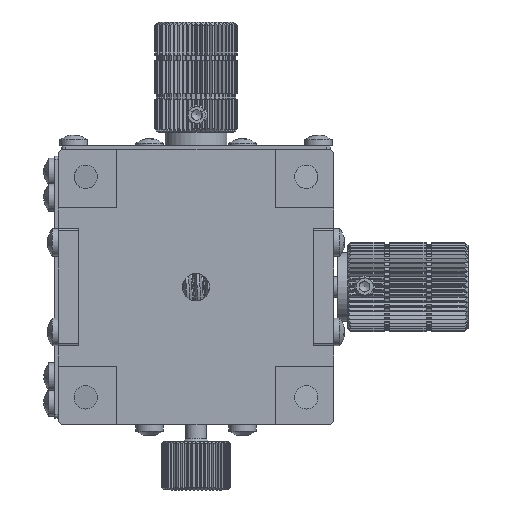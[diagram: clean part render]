
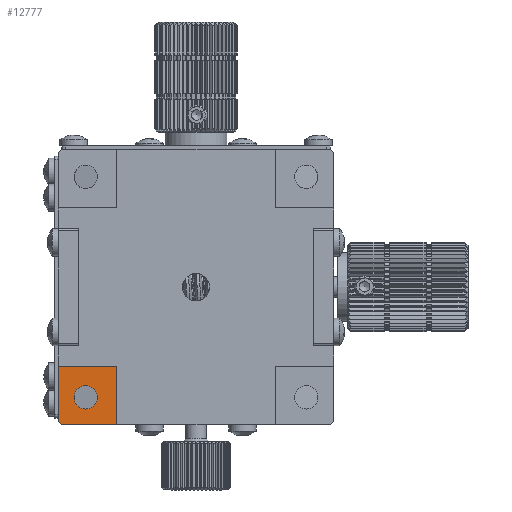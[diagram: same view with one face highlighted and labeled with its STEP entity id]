
A CAD part, front view. The second image highlights one B-rep face of the part: STEP entity #12777.
In plain terms, the highlighted planar face has unit normal (0, -1, 0).
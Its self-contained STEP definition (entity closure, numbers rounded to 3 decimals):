
#2406 = EDGE_LOOP ( 'NONE', ( #83921, #27214, #30540, #68391, #11793 ) ) ;
#2415 = EDGE_CURVE ( 'NONE', #65294, #82953, #3175, .T. ) ;
#3175 = LINE ( 'NONE', #53926, #90643 ) ;
#6745 = DIRECTION ( 'NONE',  ( 0., 1., 0. ) ) ;
#11793 = ORIENTED_EDGE ( 'NONE', *, *, #85354, .T. ) ;
#12777 = ADVANCED_FACE ( 'NONE', ( #100890, #102796 ), #51407, .T. ) ;
#13498 = AXIS2_PLACEMENT_3D ( 'NONE', #62459, #34373, #61816 ) ;
#17438 = EDGE_LOOP ( 'NONE', ( #31702 ) ) ;
#19941 = CARTESIAN_POINT ( 'NONE',  ( -53.942, -10.143, 8.533 ) ) ;
#27214 = ORIENTED_EDGE ( 'NONE', *, *, #111697, .F. ) ;
#27508 = VECTOR ( 'NONE', #110714, 1000. ) ;
#29460 = DIRECTION ( 'NONE',  ( 0., 0., -1. ) ) ;
#30540 = ORIENTED_EDGE ( 'NONE', *, *, #2415, .F. ) ;
#31702 = ORIENTED_EDGE ( 'NONE', *, *, #117935, .T. ) ;
#32721 = DIRECTION ( 'NONE',  ( 0.707, 0., -0.707 ) ) ;
#34373 = DIRECTION ( 'NONE',  ( 0., -1., 0. ) ) ;
#35752 = VERTEX_POINT ( 'NONE', #115886 ) ;
#35838 = VECTOR ( 'NONE', #32721, 1000. ) ;
#40351 = CARTESIAN_POINT ( 'NONE',  ( -53.942, -10.143, 16.533 ) ) ;
#40904 = CARTESIAN_POINT ( 'NONE',  ( -53.442, -10.143, 8.033 ) ) ;
#43367 = VECTOR ( 'NONE', #109471, 1000. ) ;
#46440 = DIRECTION ( 'NONE',  ( 0., 0., 1. ) ) ;
#48757 = VECTOR ( 'NONE', #29460, 1000. ) ;
#51407 = PLANE ( 'NONE',  #13498 ) ;
#51660 = LINE ( 'NONE', #70566, #35838 ) ;
#53253 = CIRCLE ( 'NONE', #128117, 1.7 ) ;
#53926 = CARTESIAN_POINT ( 'NONE',  ( -53.942, -10.143, 8.033 ) ) ;
#56223 = CARTESIAN_POINT ( 'NONE',  ( -49.942, -10.143, 12.033 ) ) ;
#57514 = CARTESIAN_POINT ( 'NONE',  ( -45.442, -10.143, 8.033 ) ) ;
#57881 = VERTEX_POINT ( 'NONE', #127584 ) ;
#61816 = DIRECTION ( 'NONE',  ( 0., 0., -1. ) ) ;
#62459 = CARTESIAN_POINT ( 'NONE',  ( -13.942, -10.143, 8.033 ) ) ;
#65294 = VERTEX_POINT ( 'NONE', #19941 ) ;
#68391 = ORIENTED_EDGE ( 'NONE', *, *, #90443, .T. ) ;
#68581 = LINE ( 'NONE', #57514, #48757 ) ;
#69732 = CARTESIAN_POINT ( 'NONE',  ( -33.942, -10.143, 8.033 ) ) ;
#70566 = CARTESIAN_POINT ( 'NONE',  ( -53.942, -10.143, 8.533 ) ) ;
#80350 = EDGE_CURVE ( 'NONE', #124151, #35752, #68581, .T. ) ;
#82953 = VERTEX_POINT ( 'NONE', #104880 ) ;
#83921 = ORIENTED_EDGE ( 'NONE', *, *, #80350, .F. ) ;
#85354 = EDGE_CURVE ( 'NONE', #109202, #35752, #88648, .T. ) ;
#88648 = LINE ( 'NONE', #69732, #43367 ) ;
#90443 = EDGE_CURVE ( 'NONE', #65294, #109202, #51660, .T. ) ;
#90643 = VECTOR ( 'NONE', #92394, 1000. ) ;
#91172 = LINE ( 'NONE', #40351, #27508 ) ;
#92394 = DIRECTION ( 'NONE',  ( 0., 0., 1. ) ) ;
#100890 = FACE_OUTER_BOUND ( 'NONE', #2406, .T. ) ;
#102796 = FACE_BOUND ( 'NONE', #17438, .T. ) ;
#104880 = CARTESIAN_POINT ( 'NONE',  ( -53.942, -10.143, 16.533 ) ) ;
#109202 = VERTEX_POINT ( 'NONE', #40904 ) ;
#109471 = DIRECTION ( 'NONE',  ( 1., 0., 0. ) ) ;
#110714 = DIRECTION ( 'NONE',  ( 1., 0., 0. ) ) ;
#111697 = EDGE_CURVE ( 'NONE', #82953, #124151, #91172, .T. ) ;
#115886 = CARTESIAN_POINT ( 'NONE',  ( -45.442, -10.143, 8.033 ) ) ;
#117935 = EDGE_CURVE ( 'NONE', #57881, #57881, #53253, .T. ) ;
#122710 = CARTESIAN_POINT ( 'NONE',  ( -45.442, -10.143, 16.533 ) ) ;
#124151 = VERTEX_POINT ( 'NONE', #122710 ) ;
#127584 = CARTESIAN_POINT ( 'NONE',  ( -49.942, -10.143, 13.733 ) ) ;
#128117 = AXIS2_PLACEMENT_3D ( 'NONE', #56223, #6745, #46440 ) ;
